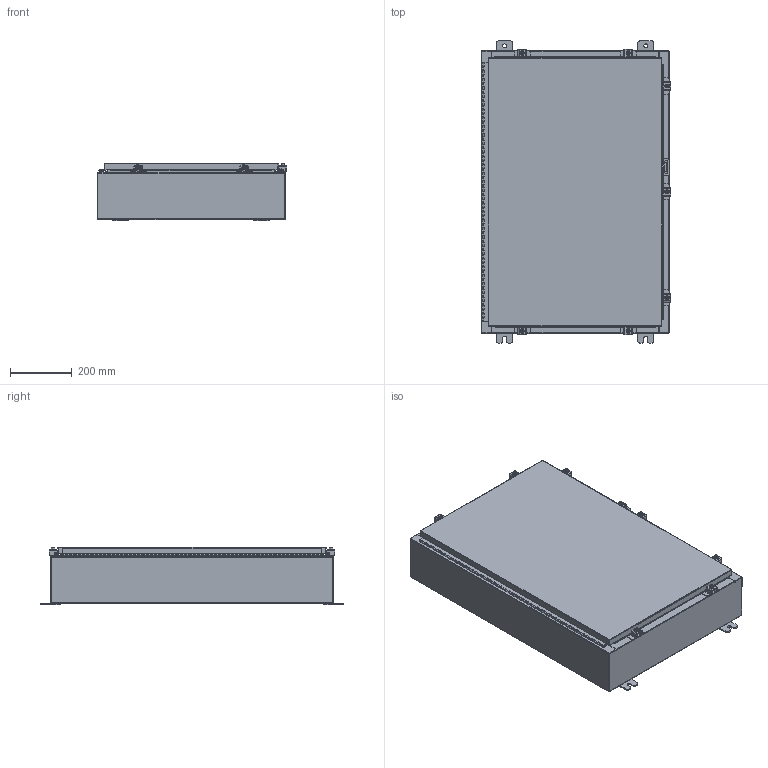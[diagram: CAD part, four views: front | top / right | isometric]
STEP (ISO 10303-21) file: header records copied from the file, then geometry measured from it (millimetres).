
FILE_DESCRIPTION (( 'STEP AP203' ), '1' );
FILE_NAME ('N36H2406SSWP.STEP', '2014-01-21T22:32:36', ( 'changeme' ), ( 'Microsoft' ), 'SwSTEP 2.0', 'SolidWorks 2013', '' );
FILE_SCHEMA (( 'CONFIG_CONTROL_DESIGN' ));
Length unit declared in the file: inch
Products named in the file (19): N36H2406SSWP Hinge Cover Side; N36H2406SSWP Standard Clamps; N36H2406SSWP 125 Pin Hinge; N36H2406SSWP Cover; N36H2406SSWP Mounting Feet; N36H2406SSWP Body; N36H2406SSWP Padlock Staple; N36H2406SSWP Bottom; N36H2406SSWP Padlock Hasp; N36H2406SSWP Top; N36H2406SSWP 22101002; N36H2406SSWP; N36H2406SSWP Clamp Bracket; N36H2406SSWP Backpanel; N36H2406SSWP 22104005_DEFAULT; N36H2406SSWP Mounting Studs; N36H2406SSWP Clamp Top; N36H2406SSWP Hinge Enclosure Side2; N36H2406SSWP Clamp Assembly
Assembly tree (33 placements, depth 4):
  N36H2406SSWP
    N36H2406SSWP Backpanel
    N36H2406SSWP Mounting Studs  x6
    N36H2406SSWP 125 Pin Hinge
      N36H2406SSWP Hinge Enclosure Side2
      N36H2406SSWP Hinge Cover Side
    N36H2406SSWP Mounting Feet  x4
    N36H2406SSWP Padlock Staple
    N36H2406SSWP Padlock Hasp
    N36H2406SSWP Standard Clamps  x7
      N36H2406SSWP Clamp Bracket
      N36H2406SSWP Clamp Assembly
        N36H2406SSWP 22101002  x2
        N36H2406SSWP 22104005_DEFAULT
        N36H2406SSWP Clamp Top
    N36H2406SSWP Cover
    N36H2406SSWP Body
    N36H2406SSWP Bottom
    N36H2406SSWP Top
Bounding box: 614.95 x 977.9 x 187.67 mm (x, y, z)
Volume: 4797577.5 mm3; surface area: 4689056.7 mm2
Topology: 54 solids, 54 shells, 2184 faces, 5506 edges, 3462 vertices
Faces by surface type: plane 1138, cylinder 922, torus 62, cone 54, bspline 8
Entity records: 42101 total; most frequent: CARTESIAN_POINT 7288, DIRECTION 7074, ORIENTED_EDGE 6648, EDGE_CURVE 3324, AXIS2_PLACEMENT_3D 2460, VECTOR 2154, LINE 2154, VERTEX_POINT 2052
